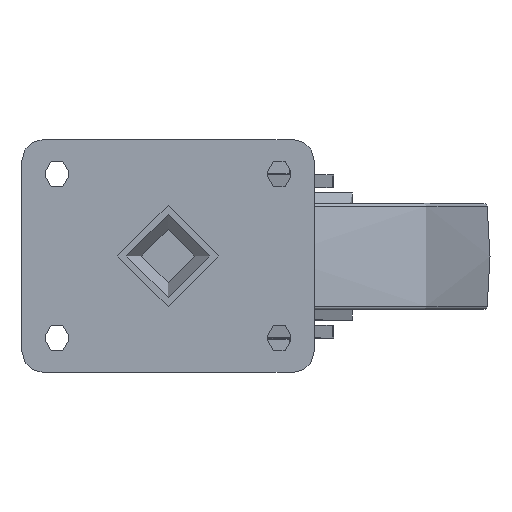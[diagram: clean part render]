
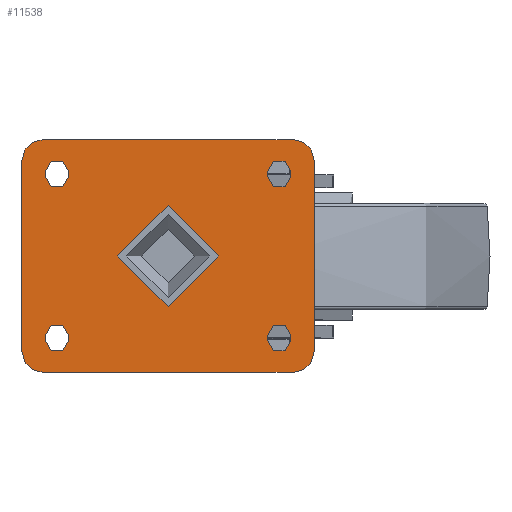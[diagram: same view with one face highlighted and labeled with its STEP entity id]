
A CAD part, top view. The second image highlights one B-rep face of the part: STEP entity #11538.
In plain terms, the highlighted planar face has unit normal (0, 0, 1).
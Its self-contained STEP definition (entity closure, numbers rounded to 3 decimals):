
#1040=FACE_BOUND('',#2394,.T.);
#1041=FACE_BOUND('',#2395,.T.);
#1042=FACE_BOUND('',#2396,.T.);
#1043=FACE_BOUND('',#2397,.T.);
#1044=FACE_BOUND('',#2398,.T.);
#1194=PLANE('',#12479);
#1678=FACE_OUTER_BOUND('',#2393,.T.);
#2393=EDGE_LOOP('',(#8204,#8205,#8206,#8207,#8208,#8209,#8210,#8211));
#2394=EDGE_LOOP('',(#8212));
#2395=EDGE_LOOP('',(#8213,#8214,#8215,#8216));
#2396=EDGE_LOOP('',(#8217,#8218,#8219,#8220));
#2397=EDGE_LOOP('',(#8221,#8222,#8223,#8224));
#2398=EDGE_LOOP('',(#8225,#8226,#8227,#8228));
#3219=LINE('',#16328,#3991);
#3221=LINE('',#16331,#3993);
#3223=LINE('',#16334,#3995);
#3233=LINE('',#16373,#4005);
#3237=LINE('',#16383,#4009);
#3239=LINE('',#16389,#4011);
#3243=LINE('',#16399,#4015);
#3245=LINE('',#16405,#4017);
#3249=LINE('',#16415,#4021);
#3251=LINE('',#16421,#4023);
#3255=LINE('',#16431,#4027);
#3257=LINE('',#16437,#4029);
#3991=VECTOR('',#13513,1000.);
#3993=VECTOR('',#13517,1000.);
#3995=VECTOR('',#13521,1000.);
#4005=VECTOR('',#13557,1000.);
#4009=VECTOR('',#13567,1000.);
#4011=VECTOR('',#13575,1000.);
#4015=VECTOR('',#13585,1000.);
#4017=VECTOR('',#13593,1000.);
#4021=VECTOR('',#13603,1000.);
#4023=VECTOR('',#13611,1000.);
#4027=VECTOR('',#13621,1000.);
#4029=VECTOR('',#13629,1000.);
#4752=CIRCLE('',#12414,24.);
#4761=CIRCLE('',#12428,10.);
#4763=CIRCLE('',#12431,10.);
#4765=CIRCLE('',#12434,10.);
#4767=CIRCLE('',#12437,10.);
#4777=CIRCLE('',#12456,5.5);
#4778=CIRCLE('',#12459,5.5);
#4779=CIRCLE('',#12462,5.5);
#4780=CIRCLE('',#12465,5.5);
#4781=CIRCLE('',#12468,5.5);
#4782=CIRCLE('',#12471,5.5);
#4783=CIRCLE('',#12474,5.5);
#4784=CIRCLE('',#12477,5.5);
#5194=VERTEX_POINT('',#16265);
#5202=VERTEX_POINT('',#16291);
#5203=VERTEX_POINT('',#16292);
#5206=VERTEX_POINT('',#16300);
#5207=VERTEX_POINT('',#16301);
#5210=VERTEX_POINT('',#16309);
#5211=VERTEX_POINT('',#16310);
#5214=VERTEX_POINT('',#16318);
#5215=VERTEX_POINT('',#16319);
#5234=VERTEX_POINT('',#16375);
#5235=VERTEX_POINT('',#16377);
#5236=VERTEX_POINT('',#16381);
#5237=VERTEX_POINT('',#16385);
#5238=VERTEX_POINT('',#16391);
#5239=VERTEX_POINT('',#16393);
#5240=VERTEX_POINT('',#16397);
#5241=VERTEX_POINT('',#16401);
#5242=VERTEX_POINT('',#16407);
#5243=VERTEX_POINT('',#16409);
#5244=VERTEX_POINT('',#16413);
#5245=VERTEX_POINT('',#16417);
#5246=VERTEX_POINT('',#16423);
#5247=VERTEX_POINT('',#16425);
#5248=VERTEX_POINT('',#16429);
#5249=VERTEX_POINT('',#16433);
#6336=EDGE_CURVE('',#5194,#5194,#4752,.T.);
#6348=EDGE_CURVE('',#5202,#5203,#4761,.T.);
#6352=EDGE_CURVE('',#5206,#5207,#4763,.T.);
#6356=EDGE_CURVE('',#5210,#5211,#4765,.T.);
#6360=EDGE_CURVE('',#5214,#5215,#4767,.T.);
#6365=EDGE_CURVE('',#5211,#5214,#3219,.T.);
#6367=EDGE_CURVE('',#5207,#5210,#3221,.T.);
#6369=EDGE_CURVE('',#5203,#5206,#3223,.T.);
#6387=EDGE_CURVE('',#5215,#5202,#3233,.T.);
#6389=EDGE_CURVE('',#5235,#5234,#4777,.T.);
#6392=EDGE_CURVE('',#5234,#5236,#3237,.T.);
#6394=EDGE_CURVE('',#5236,#5237,#4778,.T.);
#6395=EDGE_CURVE('',#5237,#5235,#3239,.T.);
#6397=EDGE_CURVE('',#5239,#5238,#4779,.T.);
#6400=EDGE_CURVE('',#5238,#5240,#3243,.T.);
#6402=EDGE_CURVE('',#5240,#5241,#4780,.T.);
#6403=EDGE_CURVE('',#5241,#5239,#3245,.T.);
#6405=EDGE_CURVE('',#5243,#5242,#4781,.T.);
#6408=EDGE_CURVE('',#5242,#5244,#3249,.T.);
#6410=EDGE_CURVE('',#5244,#5245,#4782,.T.);
#6411=EDGE_CURVE('',#5245,#5243,#3251,.T.);
#6413=EDGE_CURVE('',#5247,#5246,#4783,.T.);
#6416=EDGE_CURVE('',#5246,#5248,#3255,.T.);
#6418=EDGE_CURVE('',#5248,#5249,#4784,.T.);
#6419=EDGE_CURVE('',#5249,#5247,#3257,.T.);
#8204=ORIENTED_EDGE('',*,*,#6360,.F.);
#8205=ORIENTED_EDGE('',*,*,#6365,.F.);
#8206=ORIENTED_EDGE('',*,*,#6356,.F.);
#8207=ORIENTED_EDGE('',*,*,#6367,.F.);
#8208=ORIENTED_EDGE('',*,*,#6352,.F.);
#8209=ORIENTED_EDGE('',*,*,#6369,.F.);
#8210=ORIENTED_EDGE('',*,*,#6348,.F.);
#8211=ORIENTED_EDGE('',*,*,#6387,.F.);
#8212=ORIENTED_EDGE('',*,*,#6336,.F.);
#8213=ORIENTED_EDGE('',*,*,#6419,.T.);
#8214=ORIENTED_EDGE('',*,*,#6413,.T.);
#8215=ORIENTED_EDGE('',*,*,#6416,.T.);
#8216=ORIENTED_EDGE('',*,*,#6418,.T.);
#8217=ORIENTED_EDGE('',*,*,#6411,.T.);
#8218=ORIENTED_EDGE('',*,*,#6405,.T.);
#8219=ORIENTED_EDGE('',*,*,#6408,.T.);
#8220=ORIENTED_EDGE('',*,*,#6410,.T.);
#8221=ORIENTED_EDGE('',*,*,#6403,.T.);
#8222=ORIENTED_EDGE('',*,*,#6397,.T.);
#8223=ORIENTED_EDGE('',*,*,#6400,.T.);
#8224=ORIENTED_EDGE('',*,*,#6402,.T.);
#8225=ORIENTED_EDGE('',*,*,#6395,.T.);
#8226=ORIENTED_EDGE('',*,*,#6389,.T.);
#8227=ORIENTED_EDGE('',*,*,#6392,.T.);
#8228=ORIENTED_EDGE('',*,*,#6394,.T.);
#11538=ADVANCED_FACE('',(#1678,#1040,#1041,#1042,#1043,#1044),#1194,.T.);
#12414=AXIS2_PLACEMENT_3D('',#16267,#13449,#13450);
#12428=AXIS2_PLACEMENT_3D('',#16293,#13480,#13481);
#12431=AXIS2_PLACEMENT_3D('',#16302,#13488,#13489);
#12434=AXIS2_PLACEMENT_3D('',#16311,#13496,#13497);
#12437=AXIS2_PLACEMENT_3D('',#16320,#13504,#13505);
#12456=AXIS2_PLACEMENT_3D('',#16378,#13561,#13562);
#12459=AXIS2_PLACEMENT_3D('',#16387,#13571,#13572);
#12462=AXIS2_PLACEMENT_3D('',#16394,#13579,#13580);
#12465=AXIS2_PLACEMENT_3D('',#16403,#13589,#13590);
#12468=AXIS2_PLACEMENT_3D('',#16410,#13597,#13598);
#12471=AXIS2_PLACEMENT_3D('',#16419,#13607,#13608);
#12474=AXIS2_PLACEMENT_3D('',#16426,#13615,#13616);
#12477=AXIS2_PLACEMENT_3D('',#16435,#13625,#13626);
#12479=AXIS2_PLACEMENT_3D('',#16438,#13630,#13631);
#13449=DIRECTION('center_axis',(0.,0.,1.));
#13450=DIRECTION('ref_axis',(1.,0.,0.));
#13480=DIRECTION('center_axis',(0.,0.,-1.));
#13481=DIRECTION('ref_axis',(-0.707,0.707,0.));
#13488=DIRECTION('center_axis',(0.,0.,-1.));
#13489=DIRECTION('ref_axis',(0.707,0.707,0.));
#13496=DIRECTION('center_axis',(0.,0.,-1.));
#13497=DIRECTION('ref_axis',(0.707,-0.707,0.));
#13504=DIRECTION('center_axis',(0.,0.,-1.));
#13505=DIRECTION('ref_axis',(-0.707,-0.707,0.));
#13513=DIRECTION('',(-1.,0.,0.));
#13517=DIRECTION('',(0.,-1.,0.));
#13521=DIRECTION('',(1.,0.,0.));
#13557=DIRECTION('',(0.,1.,0.));
#13561=DIRECTION('center_axis',(0.,0.,-1.));
#13562=DIRECTION('ref_axis',(1.,0.,0.));
#13567=DIRECTION('',(0.,1.,0.));
#13571=DIRECTION('center_axis',(0.,0.,-1.));
#13572=DIRECTION('ref_axis',(1.,0.,0.));
#13575=DIRECTION('',(0.,-1.,0.));
#13579=DIRECTION('center_axis',(0.,0.,-1.));
#13580=DIRECTION('ref_axis',(1.,0.,0.));
#13585=DIRECTION('',(0.,-1.,0.));
#13589=DIRECTION('center_axis',(0.,0.,-1.));
#13590=DIRECTION('ref_axis',(1.,0.,0.));
#13593=DIRECTION('',(0.,1.,0.));
#13597=DIRECTION('center_axis',(0.,0.,-1.));
#13598=DIRECTION('ref_axis',(-1.,0.,0.));
#13603=DIRECTION('',(0.,1.,0.));
#13607=DIRECTION('center_axis',(0.,0.,-1.));
#13608=DIRECTION('ref_axis',(-1.,0.,0.));
#13611=DIRECTION('',(0.,-1.,0.));
#13615=DIRECTION('center_axis',(0.,0.,-1.));
#13616=DIRECTION('ref_axis',(-1.,0.,0.));
#13621=DIRECTION('',(0.,-1.,0.));
#13625=DIRECTION('center_axis',(0.,0.,-1.));
#13626=DIRECTION('ref_axis',(-1.,0.,0.));
#13629=DIRECTION('',(0.,1.,0.));
#13630=DIRECTION('center_axis',(0.,0.,1.));
#13631=DIRECTION('ref_axis',(1.,0.,0.));
#16265=CARTESIAN_POINT('',(-24.,0.,0.));
#16267=CARTESIAN_POINT('Origin',(0.,0.,0.));
#16291=CARTESIAN_POINT('',(-69.,45.,0.));
#16292=CARTESIAN_POINT('',(-59.,55.,0.));
#16293=CARTESIAN_POINT('Origin',(-59.,45.,0.));
#16300=CARTESIAN_POINT('',(59.,55.,0.));
#16301=CARTESIAN_POINT('',(69.,45.,0.));
#16302=CARTESIAN_POINT('Origin',(59.,45.,0.));
#16309=CARTESIAN_POINT('',(69.,-45.,0.));
#16310=CARTESIAN_POINT('',(59.,-55.,0.));
#16311=CARTESIAN_POINT('Origin',(59.,-45.,0.));
#16318=CARTESIAN_POINT('',(-59.,-55.,0.));
#16319=CARTESIAN_POINT('',(-69.,-45.,0.));
#16320=CARTESIAN_POINT('Origin',(-59.,-45.,0.));
#16328=CARTESIAN_POINT('',(69.,-55.,0.));
#16331=CARTESIAN_POINT('',(69.,55.,0.));
#16334=CARTESIAN_POINT('',(-69.,55.,0.));
#16373=CARTESIAN_POINT('',(-69.,-55.,0.));
#16375=CARTESIAN_POINT('',(-58.,37.5,0.));
#16377=CARTESIAN_POINT('',(-47.,37.5,0.));
#16378=CARTESIAN_POINT('Origin',(-52.5,37.5,0.));
#16381=CARTESIAN_POINT('',(-58.,40.,0.));
#16383=CARTESIAN_POINT('',(-58.,40.,0.));
#16385=CARTESIAN_POINT('',(-47.,40.,0.));
#16387=CARTESIAN_POINT('Origin',(-52.5,40.,0.));
#16389=CARTESIAN_POINT('',(-47.,40.,0.));
#16391=CARTESIAN_POINT('',(-47.,-37.5,0.));
#16393=CARTESIAN_POINT('',(-58.,-37.5,0.));
#16394=CARTESIAN_POINT('Origin',(-52.5,-37.5,0.));
#16397=CARTESIAN_POINT('',(-47.,-40.,0.));
#16399=CARTESIAN_POINT('',(-47.,-40.,0.));
#16401=CARTESIAN_POINT('',(-58.,-40.,0.));
#16403=CARTESIAN_POINT('Origin',(-52.5,-40.,0.));
#16405=CARTESIAN_POINT('',(-58.,-40.,0.));
#16407=CARTESIAN_POINT('',(47.,37.5,0.));
#16409=CARTESIAN_POINT('',(58.,37.5,0.));
#16410=CARTESIAN_POINT('Origin',(52.5,37.5,0.));
#16413=CARTESIAN_POINT('',(47.,40.,0.));
#16415=CARTESIAN_POINT('',(47.,40.,0.));
#16417=CARTESIAN_POINT('',(58.,40.,0.));
#16419=CARTESIAN_POINT('Origin',(52.5,40.,0.));
#16421=CARTESIAN_POINT('',(58.,40.,0.));
#16423=CARTESIAN_POINT('',(58.,-37.5,0.));
#16425=CARTESIAN_POINT('',(47.,-37.5,0.));
#16426=CARTESIAN_POINT('Origin',(52.5,-37.5,0.));
#16429=CARTESIAN_POINT('',(58.,-40.,0.));
#16431=CARTESIAN_POINT('',(58.,-40.,0.));
#16433=CARTESIAN_POINT('',(47.,-40.,0.));
#16435=CARTESIAN_POINT('Origin',(52.5,-40.,0.));
#16437=CARTESIAN_POINT('',(47.,-40.,0.));
#16438=CARTESIAN_POINT('Origin',(0.,0.,0.));
